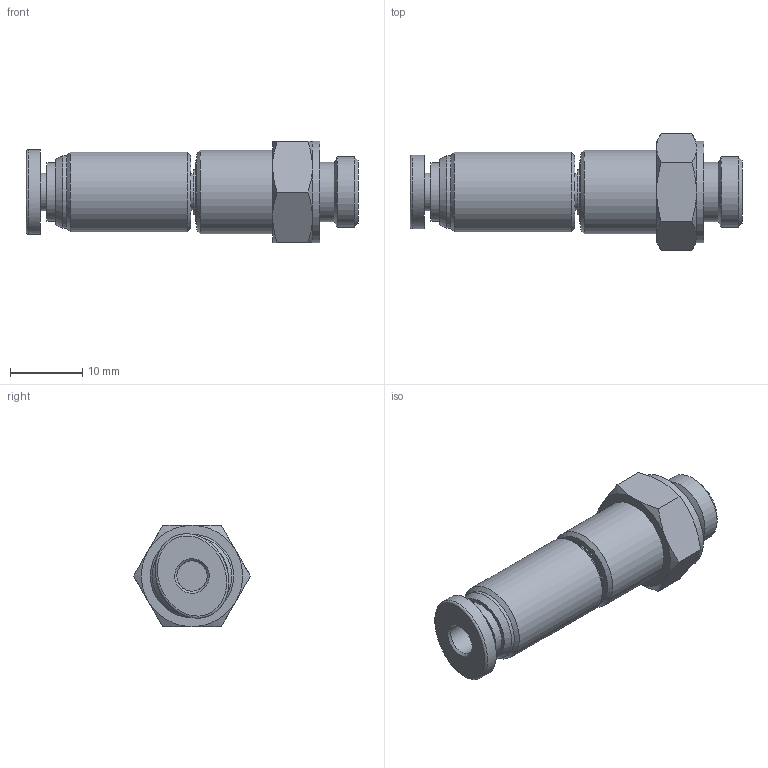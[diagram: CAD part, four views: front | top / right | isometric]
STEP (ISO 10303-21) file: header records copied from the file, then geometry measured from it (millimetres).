
FILE_DESCRIPTION((''),'2;1');
FILE_NAME('NHRC 04-G01.stp','2016-07-08T09:59:56',('Administrator'),(''),'Autodesk Inventor 2013','Autodesk Inventor 2013','');
FILE_SCHEMA(('CONFIG_CONTROL_DESIGN'));
Length unit declared in the file: millimetre
Products named in the file (4): NHRC 04-G01; HOUSING H5-G01; NHRC BODY-04H; SLEEVE N04C
Assembly tree (3 placements, depth 2):
  NHRC 04-G01
    HOUSING H5-G01
    NHRC BODY-04H
    SLEEVE N04C
Bounding box: 45.9 x 16.17 x 14 mm (x, y, z)
Volume: 4261.2 mm3; surface area: 2547.1 mm2
Topology: 3 solids, 3 shells, 56 faces, 102 edges, 60 vertices
Faces by surface type: plane 20, cone 20, cylinder 13, bspline 2, torus 1
Full cylindrical faces by diameter (mm): 4.2 x2, 5 x1, 5.2 x1, 6.19 x1, 8.1 x1, 8.2 x1, 8.8 x1, 9.73 x1, 10 x1, 11 x1, 11.5 x1, 14 x1
Entity records: 1450 total; most frequent: CARTESIAN_POINT 381, DIRECTION 220, ORIENTED_EDGE 156, AXIS2_PLACEMENT_3D 107, EDGE_LOOP 89, EDGE_CURVE 78, VERTEX_POINT 59, FACE_OUTER_BOUND 56
